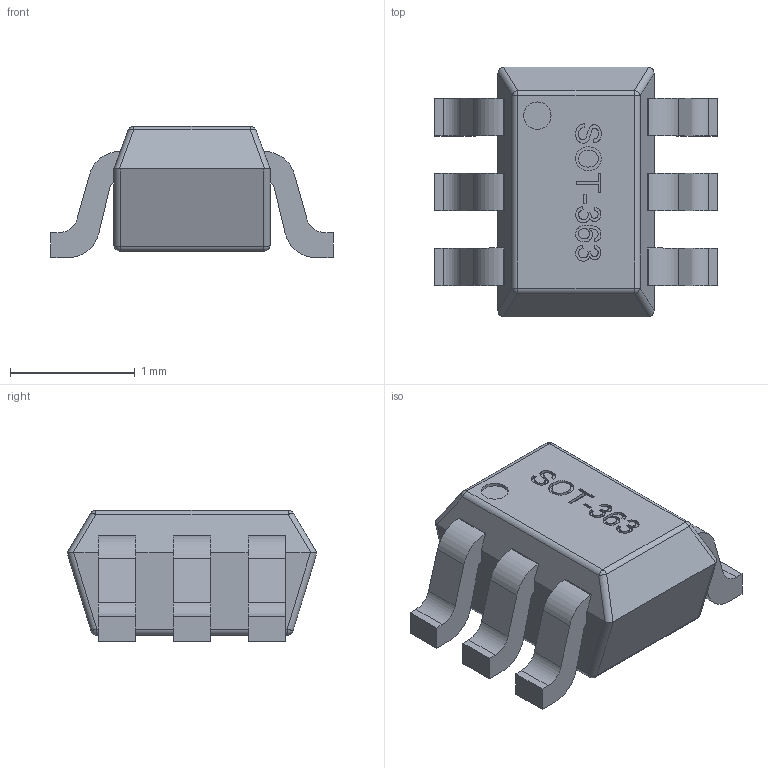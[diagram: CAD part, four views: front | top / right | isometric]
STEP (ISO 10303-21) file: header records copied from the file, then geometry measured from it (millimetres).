
FILE_DESCRIPTION(('FreeCAD Model'),'2;1');
FILE_NAME('User Library-SOT-363.step', '2016-04-19T08:26:51',('Author'),(''), 'Open CASCADE STEP processor 6.8','FreeCAD','Unknown');
FILE_SCHEMA(('AUTOMOTIVE_DESIGN_CC2 { 1 2 10303 214 -1 1 5 4 }'));
Length unit declared in the file: millimetre
Products named in the file (1): User_Library-SOT-363
Bounding box: 2.26 x 2 x 1.05 mm (x, y, z)
Volume: 2.5 mm3; surface area: 15.4 mm2
Topology: 1 solids, 1 shells, 204 faces, 556 edges, 360 vertices
Faces by surface type: plane 89, bspline 65, cylinder 42, sphere 8
Entity records: 27852 total; most frequent: CARTESIAN_POINT 16638, DIRECTION 1378, ORIENTED_EDGE 1104, PCURVE 1104, DEFINITIONAL_REPRESENTATION 1104, LINE 918, VECTOR 918, B_SPLINE_CURVE_WITH_KNOTS 594
